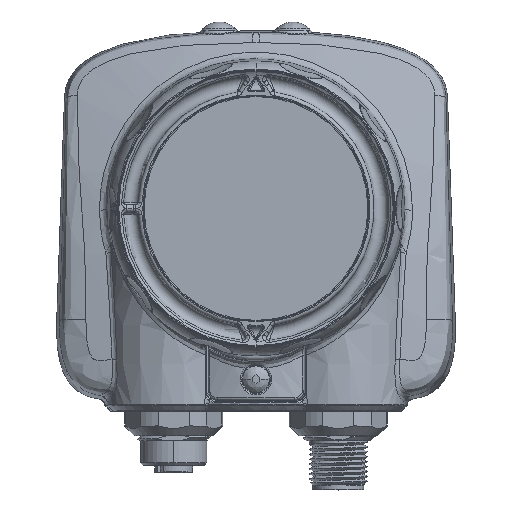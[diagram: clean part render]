
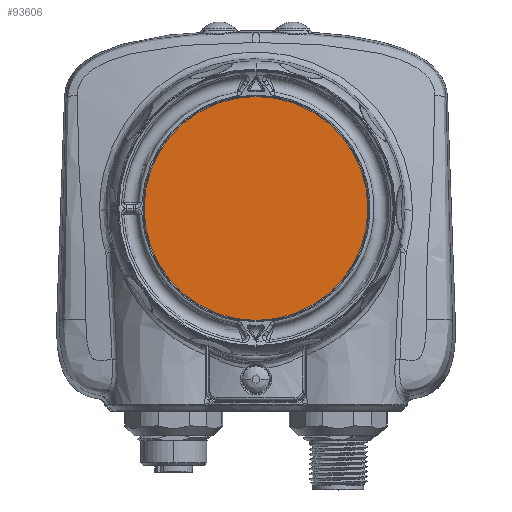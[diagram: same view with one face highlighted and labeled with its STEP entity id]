
A CAD part, top view. The second image highlights one B-rep face of the part: STEP entity #93606.
In plain terms, the highlighted planar face has unit normal (0, 0, 1).
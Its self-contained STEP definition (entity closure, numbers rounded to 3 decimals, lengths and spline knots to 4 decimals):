
#10155=CARTESIAN_POINT('',(0.,0.0492,1.4547));
#10156=DIRECTION('',(0.,0.,-1.));
#10157=DIRECTION('',(0.,1.,0.));
#10158=AXIS2_PLACEMENT_3D('',#10155,#10156,#10157);
#10160=CARTESIAN_POINT('',(0.,0.0492,1.4547));
#10161=DIRECTION('',(0.,0.,-1.));
#10162=DIRECTION('',(0.,-1.,0.));
#10163=AXIS2_PLACEMENT_3D('',#10160,#10161,#10162);
#76683=CARTESIAN_POINT('',(0.,0.9461,1.4547));
#76684=CARTESIAN_POINT('',(0.,-0.8477,1.4547));
#76685=VERTEX_POINT('',#76683);
#76686=VERTEX_POINT('',#76684);
#93597=CARTESIAN_POINT('',(0.,0.0492,1.4547));
#93598=DIRECTION('',(0.,0.,1.));
#93599=DIRECTION('',(0.,1.,0.));
#93600=AXIS2_PLACEMENT_3D('',#93597,#93598,#93599);
#93601=PLANE('',#93600);
#93602=ORIENTED_EDGE('',*,*,#93591,.T.);
#93603=ORIENTED_EDGE('',*,*,#93577,.T.);
#93604=EDGE_LOOP('',(#93602,#93603));
#93605=FACE_OUTER_BOUND('',#93604,.F.);
#93606=ADVANCED_FACE('',(#93605),#93601,.T.);
#10159=CIRCLE('',#10158,0.8969);
#10164=CIRCLE('',#10163,0.8969);
#93577=EDGE_CURVE('',#76686,#76685,#10164,.T.);
#93591=EDGE_CURVE('',#76685,#76686,#10159,.T.);
